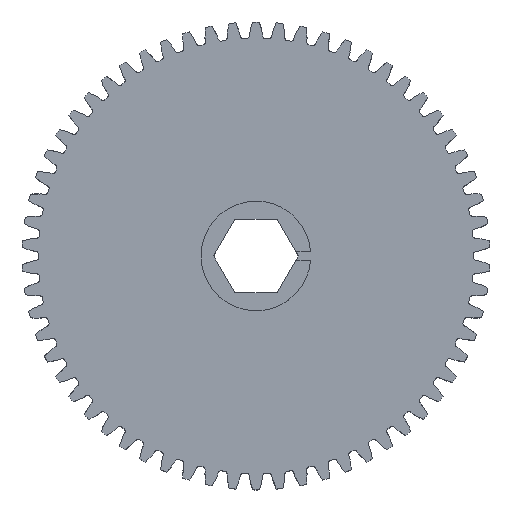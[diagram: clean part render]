
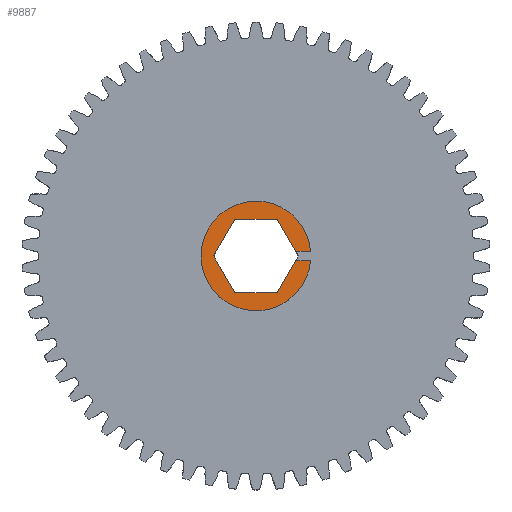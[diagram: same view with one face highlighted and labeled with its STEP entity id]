
A CAD part, top view. The second image highlights one B-rep face of the part: STEP entity #9887.
In plain terms, the highlighted planar face has unit normal (0, 0, 1).
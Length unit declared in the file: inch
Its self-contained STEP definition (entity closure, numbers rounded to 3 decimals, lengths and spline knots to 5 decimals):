
#527 = CARTESIAN_POINT ( 'NONE',  ( 0., 0., 0.249 ) ) ;
#734 = EDGE_CURVE ( 'NONE', #2173, #8878, #16415, .T. ) ;
#854 = CARTESIAN_POINT ( 'NONE',  ( -0.14491, 0.251, 0.249 ) ) ;
#1021 = CARTESIAN_POINT ( 'NONE',  ( 0.14491, -0.251, 0.249 ) ) ;
#1071 = VERTEX_POINT ( 'NONE', #1021 ) ;
#1582 = CARTESIAN_POINT ( 'NONE',  ( -0.28983, 0., 0.249 ) ) ;
#1756 = CARTESIAN_POINT ( 'NONE',  ( -0.28983, 0., 0.249 ) ) ;
#1841 = ORIENTED_EDGE ( 'NONE', *, *, #16077, .T. ) ;
#1907 = EDGE_CURVE ( 'NONE', #18361, #2173, #15357, .T. ) ;
#2173 = VERTEX_POINT ( 'NONE', #6843 ) ;
#2415 = DIRECTION ( 'NONE',  ( 1., 0., 0. ) ) ;
#2474 = FACE_OUTER_BOUND ( 'NONE', #16182, .T. ) ;
#2774 = LINE ( 'NONE', #18498, #17864 ) ;
#3190 = CARTESIAN_POINT ( 'NONE',  ( 0.28983, 0., 0.249 ) ) ;
#3459 = CARTESIAN_POINT ( 'NONE',  ( 0., 0., 0.249 ) ) ;
#3524 = DIRECTION ( 'NONE',  ( -0.5, 0.866, 0. ) ) ;
#3767 = VECTOR ( 'NONE', #15187, 39.37008 ) ;
#4141 = LINE ( 'NONE', #6103, #21863 ) ;
#4255 = CARTESIAN_POINT ( 'NONE',  ( 0.14491, 0.251, 0.249 ) ) ;
#4742 = VERTEX_POINT ( 'NONE', #15925 ) ;
#5145 = CIRCLE ( 'NONE', #13592, 0.375 ) ;
#5216 = ORIENTED_EDGE ( 'NONE', *, *, #19281, .T. ) ;
#5809 = DIRECTION ( 'NONE',  ( 0., 0., 1. ) ) ;
#6103 = CARTESIAN_POINT ( 'NONE',  ( 0.15601, 0.03125, 0.249 ) ) ;
#6265 = VERTEX_POINT ( 'NONE', #1756 ) ;
#6421 = VECTOR ( 'NONE', #12756, 39.37008 ) ;
#6429 = VERTEX_POINT ( 'NONE', #13147 ) ;
#6435 = VECTOR ( 'NONE', #3524, 39.37008 ) ;
#6485 = VECTOR ( 'NONE', #2415, 39.37008 ) ;
#6843 = CARTESIAN_POINT ( 'NONE',  ( 0.14491, 0.251, 0.249 ) ) ;
#7352 = ORIENTED_EDGE ( 'NONE', *, *, #734, .F. ) ;
#7493 = EDGE_CURVE ( 'NONE', #6429, #18361, #4141, .T. ) ;
#7669 = EDGE_CURVE ( 'NONE', #9817, #4742, #9431, .T. ) ;
#8878 = VERTEX_POINT ( 'NONE', #21028 ) ;
#8886 = CARTESIAN_POINT ( 'NONE',  ( -0.14491, -0.251, 0.249 ) ) ;
#9431 = LINE ( 'NONE', #22046, #6485 ) ;
#9486 = DIRECTION ( 'NONE',  ( 1., 0., 0. ) ) ;
#9531 = ORIENTED_EDGE ( 'NONE', *, *, #1907, .F. ) ;
#9571 = DIRECTION ( 'NONE',  ( 1., 0., 0. ) ) ;
#9817 = VERTEX_POINT ( 'NONE', #14588 ) ;
#9887 = ADVANCED_FACE ( 'NONE', ( #2474 ), #17846, .T. ) ;
#9970 = DIRECTION ( 'NONE',  ( 0.5, -0.866, 0. ) ) ;
#10357 = DIRECTION ( 'NONE',  ( 0., 0., 1. ) ) ;
#10479 = EDGE_CURVE ( 'NONE', #8878, #6265, #21966, .T. ) ;
#11062 = ORIENTED_EDGE ( 'NONE', *, *, #13017, .F. ) ;
#11484 = CARTESIAN_POINT ( 'NONE',  ( 0., 0., 0.249 ) ) ;
#11792 = AXIS2_PLACEMENT_3D ( 'NONE', #3459, #10357, #15515 ) ;
#12516 = VECTOR ( 'NONE', #9970, 39.37008 ) ;
#12756 = DIRECTION ( 'NONE',  ( -1., 0., 0. ) ) ;
#13017 = EDGE_CURVE ( 'NONE', #6265, #22611, #22362, .T. ) ;
#13147 = CARTESIAN_POINT ( 'NONE',  ( 0.3737, 0.03125, 0.249 ) ) ;
#13592 = AXIS2_PLACEMENT_3D ( 'NONE', #11484, #18583, #18464 ) ;
#14588 = CARTESIAN_POINT ( 'NONE',  ( 0.27179, -0.03125, 0.249 ) ) ;
#14933 = DIRECTION ( 'NONE',  ( -1., 0., 0. ) ) ;
#15076 = CIRCLE ( 'NONE', #11792, 0.375 ) ;
#15133 = AXIS2_PLACEMENT_3D ( 'NONE', #527, #5809, #9486 ) ;
#15187 = DIRECTION ( 'NONE',  ( -0.5, -0.866, 0. ) ) ;
#15357 = LINE ( 'NONE', #3190, #6435 ) ;
#15515 = DIRECTION ( 'NONE',  ( 1., 0., 0. ) ) ;
#15925 = CARTESIAN_POINT ( 'NONE',  ( 0.3737, -0.03125, 0.249 ) ) ;
#16077 = EDGE_CURVE ( 'NONE', #6429, #20194, #5145, .T. ) ;
#16182 = EDGE_LOOP ( 'NONE', ( #22271, #1841, #5216, #20711, #17789, #18121, #11062, #18843, #7352, #9531 ) ) ;
#16415 = LINE ( 'NONE', #4255, #6421 ) ;
#16674 = LINE ( 'NONE', #18738, #19449 ) ;
#17789 = ORIENTED_EDGE ( 'NONE', *, *, #18713, .F. ) ;
#17846 = PLANE ( 'NONE',  #15133 ) ;
#17864 = VECTOR ( 'NONE', #22065, 39.37008 ) ;
#18121 = ORIENTED_EDGE ( 'NONE', *, *, #20944, .F. ) ;
#18361 = VERTEX_POINT ( 'NONE', #21401 ) ;
#18464 = DIRECTION ( 'NONE',  ( 1., 0., 0. ) ) ;
#18498 = CARTESIAN_POINT ( 'NONE',  ( 0.14491, -0.251, 0.249 ) ) ;
#18583 = DIRECTION ( 'NONE',  ( 0., 0., 1. ) ) ;
#18713 = EDGE_CURVE ( 'NONE', #1071, #9817, #2774, .T. ) ;
#18738 = CARTESIAN_POINT ( 'NONE',  ( -0.14491, -0.251, 0.249 ) ) ;
#18843 = ORIENTED_EDGE ( 'NONE', *, *, #10479, .F. ) ;
#19281 = EDGE_CURVE ( 'NONE', #20194, #4742, #15076, .T. ) ;
#19449 = VECTOR ( 'NONE', #9571, 39.37008 ) ;
#20194 = VERTEX_POINT ( 'NONE', #20287 ) ;
#20287 = CARTESIAN_POINT ( 'NONE',  ( -0.375, 0., 0.249 ) ) ;
#20711 = ORIENTED_EDGE ( 'NONE', *, *, #7669, .F. ) ;
#20944 = EDGE_CURVE ( 'NONE', #22611, #1071, #16674, .T. ) ;
#21028 = CARTESIAN_POINT ( 'NONE',  ( -0.14491, 0.251, 0.249 ) ) ;
#21401 = CARTESIAN_POINT ( 'NONE',  ( 0.27179, 0.03125, 0.249 ) ) ;
#21863 = VECTOR ( 'NONE', #14933, 39.37008 ) ;
#21966 = LINE ( 'NONE', #854, #3767 ) ;
#22046 = CARTESIAN_POINT ( 'NONE',  ( 0.15601, -0.03125, 0.249 ) ) ;
#22065 = DIRECTION ( 'NONE',  ( 0.5, 0.866, 0. ) ) ;
#22271 = ORIENTED_EDGE ( 'NONE', *, *, #7493, .F. ) ;
#22362 = LINE ( 'NONE', #1582, #12516 ) ;
#22611 = VERTEX_POINT ( 'NONE', #8886 ) ;
